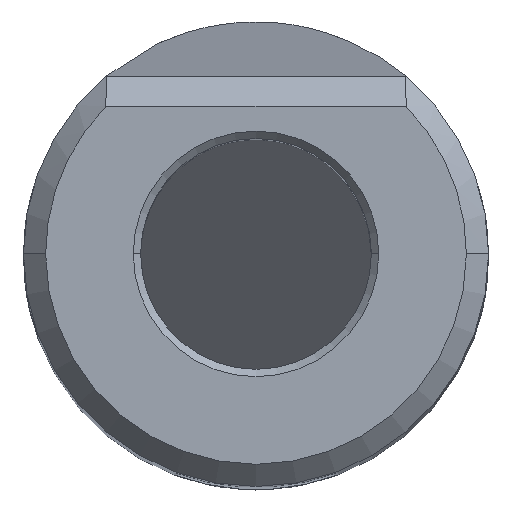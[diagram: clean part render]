
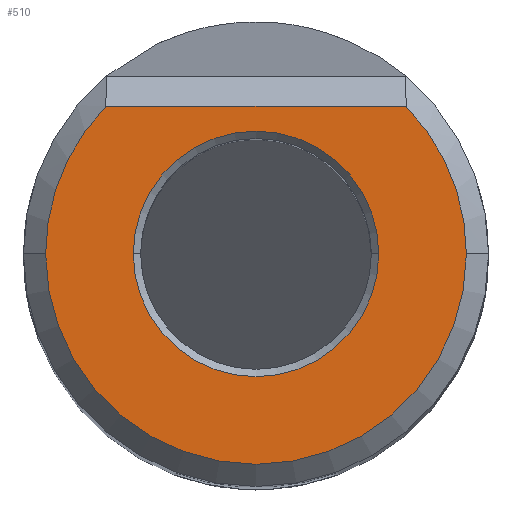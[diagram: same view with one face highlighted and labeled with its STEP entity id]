
A CAD part, top view. The second image highlights one B-rep face of the part: STEP entity #510.
In plain terms, the highlighted planar face has unit normal (0, 0, 1).
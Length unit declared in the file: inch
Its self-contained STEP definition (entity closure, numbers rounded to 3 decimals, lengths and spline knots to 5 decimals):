
#16 = CARTESIAN_POINT ( 'NONE',  ( 0.16625, 0., 0. ) ) ;
#19 = AXIS2_PLACEMENT_3D ( 'NONE', #162, #428, #424 ) ;
#26 = DIRECTION ( 'NONE',  ( 1., 0., 0. ) ) ;
#31 = EDGE_CURVE ( 'NONE', #847, #58, #531, .T. ) ;
#58 = VERTEX_POINT ( 'NONE', #787 ) ;
#136 = CARTESIAN_POINT ( 'NONE',  ( 0., 0.19968, 0. ) ) ;
#137 = ORIENTED_EDGE ( 'NONE', *, *, #297, .T. ) ;
#148 = DIRECTION ( 'NONE',  ( 0., 0., -1. ) ) ;
#162 = CARTESIAN_POINT ( 'NONE',  ( 0., 0., 0. ) ) ;
#197 = EDGE_CURVE ( 'NONE', #58, #513, #822, .T. ) ;
#216 = EDGE_CURVE ( 'NONE', #508, #247, #733, .T. ) ;
#223 = CARTESIAN_POINT ( 'NONE',  ( 0.28496, 0., 0. ) ) ;
#229 = DIRECTION ( 'NONE',  ( 1., 0., 0. ) ) ;
#247 = VERTEX_POINT ( 'NONE', #16 ) ;
#284 = DIRECTION ( 'NONE',  ( 1., 0., 0. ) ) ;
#297 = EDGE_CURVE ( 'NONE', #391, #847, #300, .T. ) ;
#299 = FACE_OUTER_BOUND ( 'NONE', #793, .T. ) ;
#300 = CIRCLE ( 'NONE', #412, 0.28496 ) ;
#305 = CARTESIAN_POINT ( 'NONE',  ( 0., 0., 0. ) ) ;
#325 = EDGE_LOOP ( 'NONE', ( #528, #705 ) ) ;
#343 = DIRECTION ( 'NONE',  ( 0., 0., 1. ) ) ;
#347 = CARTESIAN_POINT ( 'NONE',  ( 0., 0., 0. ) ) ;
#356 = CARTESIAN_POINT ( 'NONE',  ( 0., 0., 0. ) ) ;
#358 = AXIS2_PLACEMENT_3D ( 'NONE', #347, #148, #26 ) ;
#391 = VERTEX_POINT ( 'NONE', #223 ) ;
#411 = EDGE_CURVE ( 'NONE', #247, #508, #547, .T. ) ;
#412 = AXIS2_PLACEMENT_3D ( 'NONE', #356, #815, #229 ) ;
#424 = DIRECTION ( 'NONE',  ( 1., 0., 0. ) ) ;
#428 = DIRECTION ( 'NONE',  ( 0., 0., 1. ) ) ;
#474 = DIRECTION ( 'NONE',  ( 0., 0., 1. ) ) ;
#491 = VECTOR ( 'NONE', #735, 39.37008 ) ;
#507 = AXIS2_PLACEMENT_3D ( 'NONE', #678, #474, #802 ) ;
#508 = VERTEX_POINT ( 'NONE', #686 ) ;
#509 = ORIENTED_EDGE ( 'NONE', *, *, #197, .T. ) ;
#510 = ADVANCED_FACE ( 'NONE', ( #690, #299 ), #817, .T. ) ;
#513 = VERTEX_POINT ( 'NONE', #825 ) ;
#528 = ORIENTED_EDGE ( 'NONE', *, *, #411, .T. ) ;
#531 = LINE ( 'NONE', #136, #491 ) ;
#547 = CIRCLE ( 'NONE', #714, 0.16625 ) ;
#556 = DIRECTION ( 'NONE',  ( 1., 0., 0. ) ) ;
#574 = ORIENTED_EDGE ( 'NONE', *, *, #31, .T. ) ;
#605 = CARTESIAN_POINT ( 'NONE',  ( 0.2033, 0.19968, 0. ) ) ;
#627 = DIRECTION ( 'NONE',  ( 0., 0., -1. ) ) ;
#638 = CIRCLE ( 'NONE', #752, 0.28496 ) ;
#668 = CARTESIAN_POINT ( 'NONE',  ( 0., 0., 0. ) ) ;
#678 = CARTESIAN_POINT ( 'NONE',  ( 0., 0., 0. ) ) ;
#686 = CARTESIAN_POINT ( 'NONE',  ( -0.16625, 0., 0. ) ) ;
#690 = FACE_BOUND ( 'NONE', #325, .T. ) ;
#705 = ORIENTED_EDGE ( 'NONE', *, *, #216, .T. ) ;
#711 = ORIENTED_EDGE ( 'NONE', *, *, #732, .T. ) ;
#714 = AXIS2_PLACEMENT_3D ( 'NONE', #305, #627, #556 ) ;
#732 = EDGE_CURVE ( 'NONE', #513, #391, #638, .T. ) ;
#733 = CIRCLE ( 'NONE', #358, 0.16625 ) ;
#735 = DIRECTION ( 'NONE',  ( -1., 0., 0. ) ) ;
#752 = AXIS2_PLACEMENT_3D ( 'NONE', #668, #343, #284 ) ;
#787 = CARTESIAN_POINT ( 'NONE',  ( -0.2033, 0.19968, 0. ) ) ;
#793 = EDGE_LOOP ( 'NONE', ( #509, #711, #137, #574 ) ) ;
#802 = DIRECTION ( 'NONE',  ( 1., 0., 0. ) ) ;
#815 = DIRECTION ( 'NONE',  ( 0., 0., 1. ) ) ;
#817 = PLANE ( 'NONE',  #19 ) ;
#822 = CIRCLE ( 'NONE', #507, 0.28496 ) ;
#825 = CARTESIAN_POINT ( 'NONE',  ( -0.28496, 0., 0. ) ) ;
#847 = VERTEX_POINT ( 'NONE', #605 ) ;
